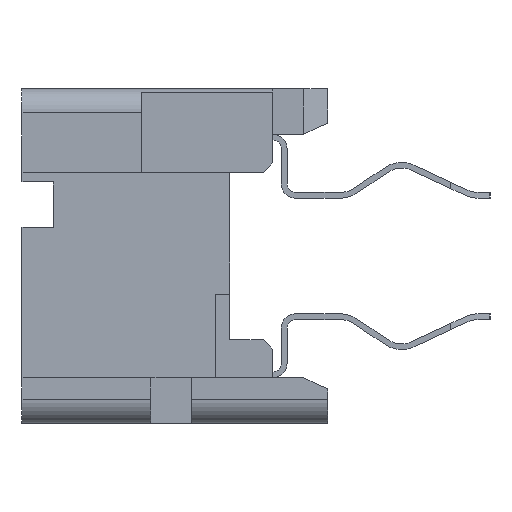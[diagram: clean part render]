
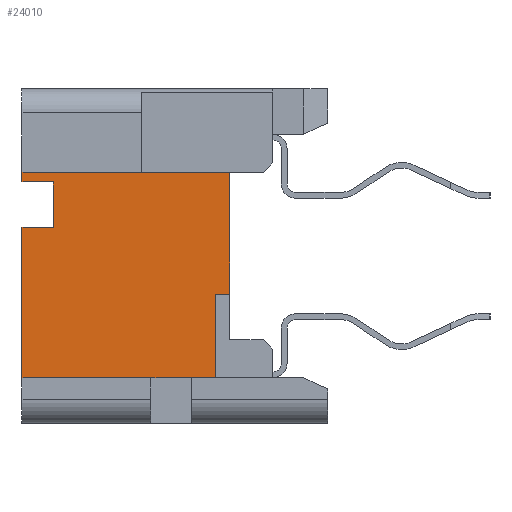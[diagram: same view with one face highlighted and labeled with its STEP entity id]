
A CAD part, left-side view. The second image highlights one B-rep face of the part: STEP entity #24010.
In plain terms, the highlighted planar face has unit normal (-1, 0, 0).
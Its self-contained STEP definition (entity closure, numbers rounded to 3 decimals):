
#1121=DIRECTION('',(0.,0.,1.));
#1122=VECTOR('',#1121,3.15);
#1123=CARTESIAN_POINT('',(-13.215,6.4,-2.55));
#1124=LINE('',#1123,#1122);
#1305=DIRECTION('',(0.,0.,1.));
#1306=VECTOR('',#1305,0.2);
#1307=CARTESIAN_POINT('',(-13.215,6.4,1.55));
#1308=LINE('',#1307,#1306);
#2352=DIRECTION('',(0.,1.,0.));
#2353=VECTOR('',#2352,0.3);
#2354=CARTESIAN_POINT('',(-13.215,2.05,-0.8));
#2355=LINE('',#2354,#2353);
#2356=DIRECTION('',(0.,0.,1.));
#2357=VECTOR('',#2356,1.75);
#2358=CARTESIAN_POINT('',(-13.215,2.35,-2.55));
#2359=LINE('',#2358,#2357);
#2360=DIRECTION('',(0.,1.,0.));
#2361=VECTOR('',#2360,0.5);
#2362=CARTESIAN_POINT('',(-13.215,2.35,-2.55));
#2363=LINE('',#2362,#2361);
#2364=DIRECTION('',(0.,1.,0.));
#2365=VECTOR('',#2364,0.85);
#2366=CARTESIAN_POINT('',(-13.215,2.85,-2.55));
#2367=LINE('',#2366,#2365);
#2368=DIRECTION('',(0.,1.,0.));
#2369=VECTOR('',#2368,2.7);
#2370=CARTESIAN_POINT('',(-13.215,3.7,-2.55));
#2371=LINE('',#2370,#2369);
#2372=DIRECTION('',(0.,-1.,0.));
#2373=VECTOR('',#2372,0.65);
#2374=CARTESIAN_POINT('',(-13.215,6.4,0.6));
#2375=LINE('',#2374,#2373);
#2376=DIRECTION('',(0.,0.,-1.));
#2377=VECTOR('',#2376,0.95);
#2378=CARTESIAN_POINT('',(-13.215,5.75,1.55));
#2379=LINE('',#2378,#2377);
#2380=DIRECTION('',(0.,-1.,0.));
#2381=VECTOR('',#2380,0.65);
#2382=CARTESIAN_POINT('',(-13.215,6.4,1.55));
#2383=LINE('',#2382,#2381);
#2384=DIRECTION('',(0.,0.,-1.));
#2385=VECTOR('',#2384,2.55);
#2386=CARTESIAN_POINT('',(-13.215,2.05,1.75));
#2387=LINE('',#2386,#2385);
#3388=DIRECTION('',(0.,1.,0.));
#3389=VECTOR('',#3388,4.35);
#3390=CARTESIAN_POINT('',(-13.215,2.05,1.75));
#3391=LINE('',#3390,#3389);
#16835=CARTESIAN_POINT('',(-13.215,6.4,-2.55));
#16836=VERTEX_POINT('',#16835);
#16837=CARTESIAN_POINT('',(-13.215,6.4,1.75));
#16839=VERTEX_POINT('',#16837);
#16859=CARTESIAN_POINT('',(-13.215,6.4,0.6));
#16861=VERTEX_POINT('',#16859);
#16863=CARTESIAN_POINT('',(-13.215,6.4,1.55));
#16864=CARTESIAN_POINT('',(-13.215,5.75,1.55));
#16865=VERTEX_POINT('',#16863);
#16866=VERTEX_POINT('',#16864);
#16867=CARTESIAN_POINT('',(-13.215,5.75,0.6));
#16868=VERTEX_POINT('',#16867);
#16879=CARTESIAN_POINT('',(-13.215,2.05,1.75));
#16880=VERTEX_POINT('',#16879);
#17013=CARTESIAN_POINT('',(-13.215,2.05,-0.8));
#17014=CARTESIAN_POINT('',(-13.215,2.35,-0.8));
#17015=VERTEX_POINT('',#17013);
#17016=VERTEX_POINT('',#17014);
#17017=CARTESIAN_POINT('',(-13.215,2.35,-2.55));
#17018=VERTEX_POINT('',#17017);
#17021=CARTESIAN_POINT('',(-13.215,2.85,-2.55));
#17022=VERTEX_POINT('',#17021);
#17023=CARTESIAN_POINT('',(-13.215,3.7,-2.55));
#17024=VERTEX_POINT('',#17023);
#23985=CARTESIAN_POINT('',(-13.215,0.,-2.55));
#23986=DIRECTION('',(-1.,0.,0.));
#23987=DIRECTION('',(0.,0.,1.));
#23988=AXIS2_PLACEMENT_3D('',#23985,#23986,#23987);
#23989=PLANE('',#23988);
#23991=ORIENTED_EDGE('',*,*,#23990,.T.);
#23993=ORIENTED_EDGE('',*,*,#23992,.F.);
#23994=ORIENTED_EDGE('',*,*,#23903,.T.);
#23996=ORIENTED_EDGE('',*,*,#23995,.T.);
#23997=ORIENTED_EDGE('',*,*,#23879,.T.);
#23998=ORIENTED_EDGE('',*,*,#22915,.T.);
#23999=ORIENTED_EDGE('',*,*,#23159,.T.);
#24001=ORIENTED_EDGE('',*,*,#24000,.F.);
#24002=ORIENTED_EDGE('',*,*,#23287,.F.);
#24003=ORIENTED_EDGE('',*,*,#23072,.T.);
#24005=ORIENTED_EDGE('',*,*,#24004,.F.);
#24007=ORIENTED_EDGE('',*,*,#24006,.T.);
#24008=EDGE_LOOP('',(#23991,#23993,#23994,#23996,#23997,#23998,#23999,#24001,
#24002,#24003,#24005,#24007));
#24009=FACE_OUTER_BOUND('',#24008,.F.);
#24010=ADVANCED_FACE('',(#24009),#23989,.T.);
#22915=EDGE_CURVE('',#16836,#16861,#1124,.T.);
#23072=EDGE_CURVE('',#16865,#16839,#1308,.T.);
#23159=EDGE_CURVE('',#16861,#16868,#2375,.T.);
#23287=EDGE_CURVE('',#16865,#16866,#2383,.T.);
#23879=EDGE_CURVE('',#17024,#16836,#2371,.T.);
#23903=EDGE_CURVE('',#17018,#17022,#2363,.T.);
#23990=EDGE_CURVE('',#17015,#17016,#2355,.T.);
#23992=EDGE_CURVE('',#17018,#17016,#2359,.T.);
#23995=EDGE_CURVE('',#17022,#17024,#2367,.T.);
#24000=EDGE_CURVE('',#16866,#16868,#2379,.T.);
#24004=EDGE_CURVE('',#16880,#16839,#3391,.T.);
#24006=EDGE_CURVE('',#16880,#17015,#2387,.T.);
